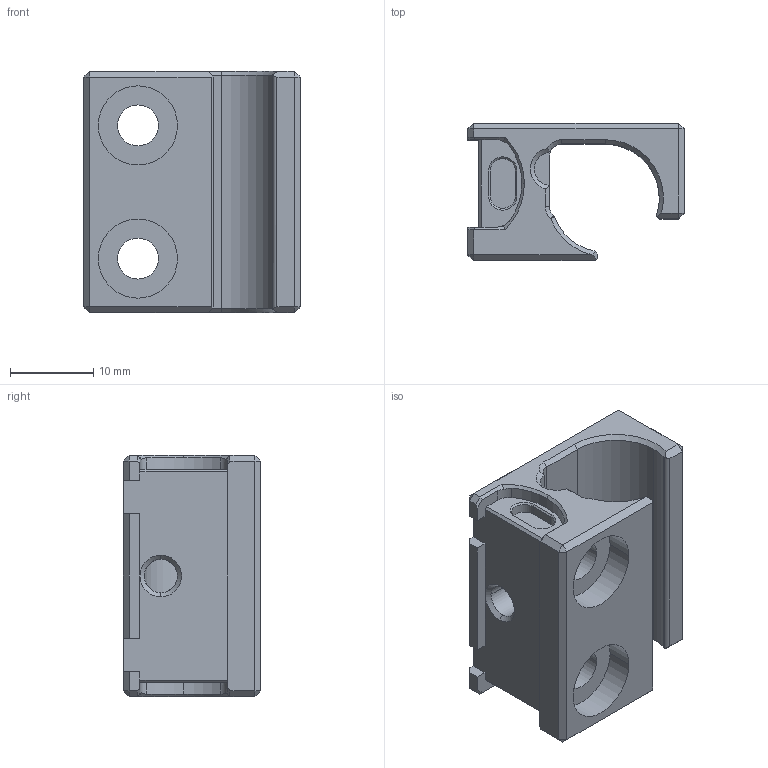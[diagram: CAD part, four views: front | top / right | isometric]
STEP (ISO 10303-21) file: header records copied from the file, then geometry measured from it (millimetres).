
FILE_DESCRIPTION (( 'STEP AP203' ), '1' );
FILE_NAME ('WMA-01-10-AL_Default_sldprt.STEP', '2021-04-17T06:21:51', ( '' ), ( '' ), 'SwSTEP 2.0', 'SolidWorks 2013', '' );
FILE_SCHEMA (( 'CONFIG_CONTROL_DESIGN' ));
Length unit declared in the file: millimetre
Products named in the file (1): WMA-01-10-AL_Default_sldprt
Bounding box: 26 x 16.5 x 29 mm (x, y, z)
Volume: 5561.3 mm3; surface area: 4241.7 mm2
Topology: 1 solids, 1 shells, 143 faces, 358 edges, 219 vertices
Faces by surface type: plane 84, cylinder 37, cone 22
Entity records: 4327 total; most frequent: CARTESIAN_POINT 858, ORIENTED_EDGE 708, DIRECTION 700, EDGE_CURVE 354, AXIS2_PLACEMENT_3D 234, LINE 232, VECTOR 232, VERTEX_POINT 218
